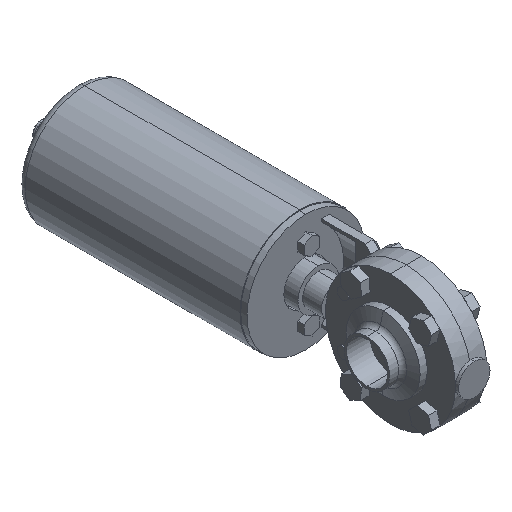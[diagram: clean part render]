
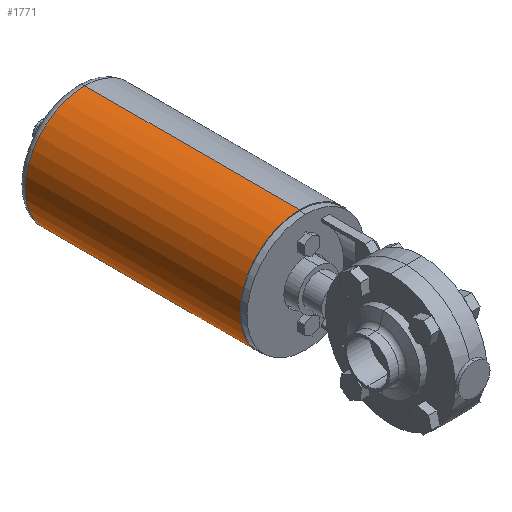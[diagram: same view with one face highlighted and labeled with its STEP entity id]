
A CAD part, isometric view. The second image highlights one B-rep face of the part: STEP entity #1771.
In plain terms, the highlighted cylindrical face has radius 38 mm (diameter 76 mm), a partial arc.
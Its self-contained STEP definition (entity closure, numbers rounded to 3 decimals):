
#44 = DIRECTION ( 'NONE',  ( 0., -1., 0. ) ) ;
#255 = EDGE_CURVE ( 'NONE', #1035, #582, #4643, .T. ) ;
#340 = DIRECTION ( 'NONE',  ( 0., -1., 0. ) ) ;
#351 = FACE_OUTER_BOUND ( 'NONE', #691, .T. ) ;
#439 = ORIENTED_EDGE ( 'NONE', *, *, #3336, .F. ) ;
#440 = CARTESIAN_POINT ( 'NONE',  ( 0., 142., -38. ) ) ;
#582 = VERTEX_POINT ( 'NONE', #1216 ) ;
#691 = EDGE_LOOP ( 'NONE', ( #439, #5124, #1202, #1519 ) ) ;
#731 = CARTESIAN_POINT ( 'NONE',  ( 0., 142., 38. ) ) ;
#821 = VERTEX_POINT ( 'NONE', #4987 ) ;
#1035 = VERTEX_POINT ( 'NONE', #5165 ) ;
#1064 = AXIS2_PLACEMENT_3D ( 'NONE', #4866, #1593, #1978 ) ;
#1095 = VECTOR ( 'NONE', #1266, 1000. ) ;
#1202 = ORIENTED_EDGE ( 'NONE', *, *, #1729, .T. ) ;
#1216 = CARTESIAN_POINT ( 'NONE',  ( 0., 137., -38. ) ) ;
#1266 = DIRECTION ( 'NONE',  ( 0., -1., 0. ) ) ;
#1388 = VECTOR ( 'NONE', #340, 1000. ) ;
#1519 = ORIENTED_EDGE ( 'NONE', *, *, #1951, .T. ) ;
#1544 = VERTEX_POINT ( 'NONE', #1816 ) ;
#1593 = DIRECTION ( 'NONE',  ( 0., -1., 0. ) ) ;
#1650 = CYLINDRICAL_SURFACE ( 'NONE', #5138, 38. ) ;
#1729 = EDGE_CURVE ( 'NONE', #582, #1544, #1920, .T. ) ;
#1771 = ADVANCED_FACE ( 'NONE', ( #351 ), #1650, .T. ) ;
#1816 = CARTESIAN_POINT ( 'NONE',  ( 0., 0., -38. ) ) ;
#1864 = CARTESIAN_POINT ( 'NONE',  ( 0., 0., 0. ) ) ;
#1920 = LINE ( 'NONE', #440, #1095 ) ;
#1951 = EDGE_CURVE ( 'NONE', #1544, #821, #3318, .T. ) ;
#1978 = DIRECTION ( 'NONE',  ( 0., 0., 1. ) ) ;
#2087 = CARTESIAN_POINT ( 'NONE',  ( 0., 142., 0. ) ) ;
#2458 = DIRECTION ( 'NONE',  ( 0., 0., -1. ) ) ;
#3050 = DIRECTION ( 'NONE',  ( 0., 1., 0. ) ) ;
#3239 = LINE ( 'NONE', #731, #1388 ) ;
#3318 = CIRCLE ( 'NONE', #3694, 38. ) ;
#3336 = EDGE_CURVE ( 'NONE', #1035, #821, #3239, .T. ) ;
#3694 = AXIS2_PLACEMENT_3D ( 'NONE', #1864, #3050, #4646 ) ;
#4643 = CIRCLE ( 'NONE', #1064, 38. ) ;
#4646 = DIRECTION ( 'NONE',  ( 0., 0., 1. ) ) ;
#4866 = CARTESIAN_POINT ( 'NONE',  ( 0., 137., 0. ) ) ;
#4987 = CARTESIAN_POINT ( 'NONE',  ( 0., 0., 38. ) ) ;
#5124 = ORIENTED_EDGE ( 'NONE', *, *, #255, .T. ) ;
#5138 = AXIS2_PLACEMENT_3D ( 'NONE', #2087, #44, #2458 ) ;
#5165 = CARTESIAN_POINT ( 'NONE',  ( 0., 137., 38. ) ) ;
